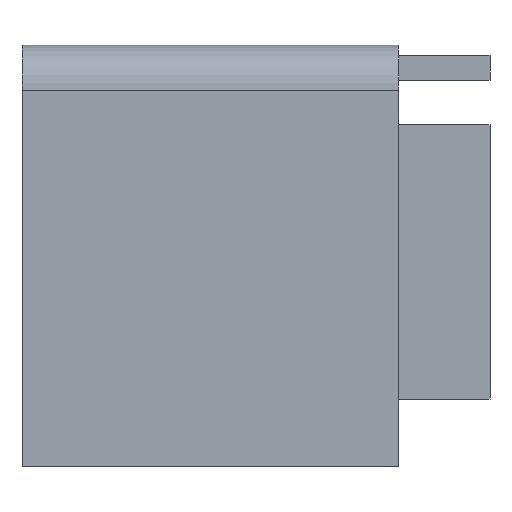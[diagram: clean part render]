
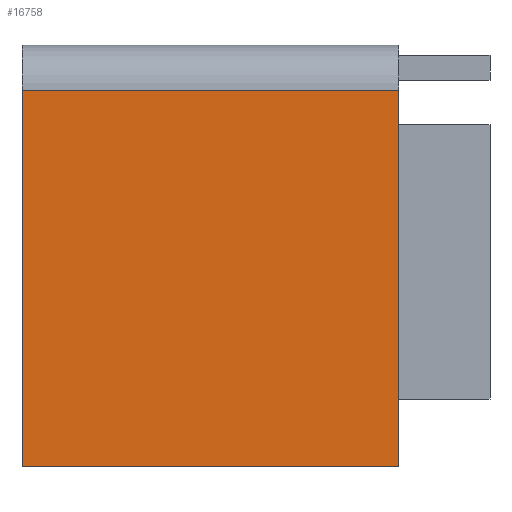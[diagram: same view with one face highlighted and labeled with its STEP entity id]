
A CAD part, left-side view. The second image highlights one B-rep face of the part: STEP entity #16758.
In plain terms, the highlighted planar face has unit normal (-1, 0, 0).
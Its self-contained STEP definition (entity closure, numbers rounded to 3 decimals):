
#1336=FACE_OUTER_BOUND('',#2321,.T.);
#2321=EDGE_LOOP('',(#14076,#14077,#14078,#14079));
#3246=LINE('',#25395,#5244);
#4240=LINE('',#28597,#6238);
#4262=LINE('',#28638,#6260);
#4264=LINE('',#28641,#6262);
#5244=VECTOR('',#18694,10.);
#6238=VECTOR('',#19982,10.);
#6260=VECTOR('',#20018,10.);
#6262=VECTOR('',#20022,10.);
#7257=VERTEX_POINT('',#25392);
#7258=VERTEX_POINT('',#25394);
#8190=VERTEX_POINT('',#28577);
#8199=VERTEX_POINT('',#28595);
#9162=EDGE_CURVE('',#7257,#7258,#3246,.T.);
#10277=EDGE_CURVE('',#8199,#8190,#4240,.T.);
#10299=EDGE_CURVE('',#7257,#8190,#4262,.T.);
#10301=EDGE_CURVE('',#8199,#7258,#4264,.T.);
#14076=ORIENTED_EDGE('',*,*,#10299,.T.);
#14077=ORIENTED_EDGE('',*,*,#10277,.F.);
#14078=ORIENTED_EDGE('',*,*,#10301,.T.);
#14079=ORIENTED_EDGE('',*,*,#9162,.F.);
#15919=PLANE('',#17441);
#16758=ADVANCED_FACE('',(#1336),#15919,.T.);
#17441=AXIS2_PLACEMENT_3D('',#28640,#20020,#20021);
#18694=DIRECTION('',(0.,0.,1.));
#19982=DIRECTION('',(0.,0.,-1.));
#20018=DIRECTION('',(0.,-1.,0.));
#20020=DIRECTION('center_axis',(-1.,0.,0.));
#20021=DIRECTION('ref_axis',(0.,0.,1.));
#20022=DIRECTION('',(0.,1.,0.));
#25392=CARTESIAN_POINT('',(-4.887,589.,50.584));
#25394=CARTESIAN_POINT('',(-4.887,589.,174.584));
#25395=CARTESIAN_POINT('',(-4.887,589.,174.584));
#28577=CARTESIAN_POINT('',(-4.887,465.,50.584));
#28595=CARTESIAN_POINT('',(-4.887,465.,174.584));
#28597=CARTESIAN_POINT('',(-4.887,465.,-8.025));
#28638=CARTESIAN_POINT('',(-4.887,470.,50.584));
#28640=CARTESIAN_POINT('Origin',(-4.887,409.8,59.584));
#28641=CARTESIAN_POINT('',(-4.887,359.,174.584));
